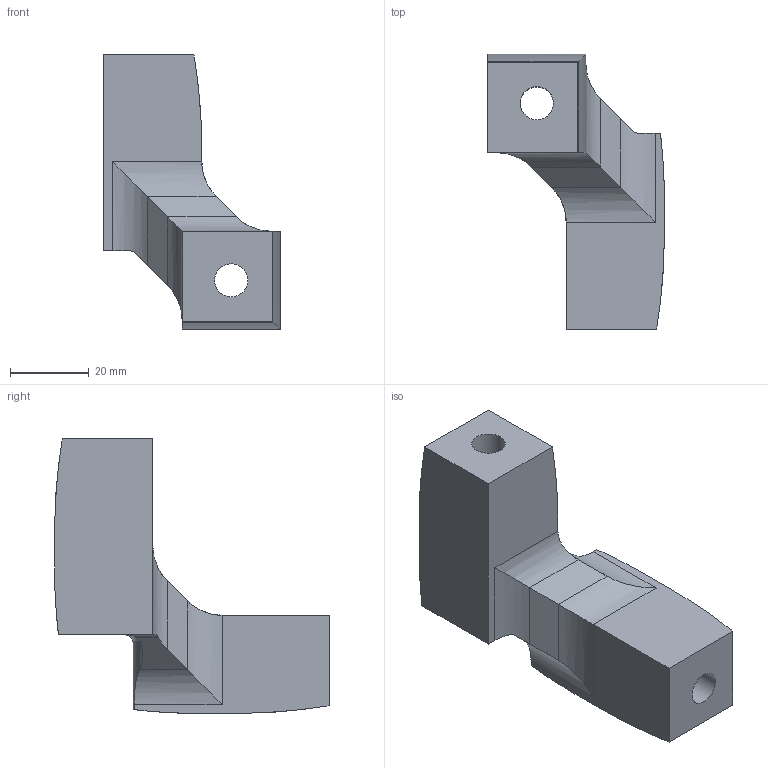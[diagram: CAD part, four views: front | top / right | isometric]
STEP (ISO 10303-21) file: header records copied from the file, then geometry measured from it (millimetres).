
FILE_DESCRIPTION(/* description */ (''),/* implementation_level */ '2;1');
FILE_NAME(/* name */ 'Spindle joint - type B v11.step',/* time_stamp */ '2021-08-28T21:21:40+02:00',/* author */ (''),/* organization */ (''),/* preprocessor_version */ 'ST-DEVELOPER v18.1',/* originating_system */ 'Autodesk Translation Framework v10.10.0.1391',/* authorisation */ '');
FILE_SCHEMA (('AUTOMOTIVE_DESIGN { 1 0 10303 214 3 1 1 }'));
Length unit declared in the file: millimetre
Products named in the file (2): Spindle joint - type B; Jointure de tiges A v14(Symétrie miroir)
Assembly tree (1 placements, depth 2):
  Spindle joint - type B
    Jointure de tiges A v14(Symétrie miroir)
Bounding box: 45 x 70 x 70 mm (x, y, z)
Volume: 59570.2 mm3; surface area: 14511.4 mm2
Topology: 1 solids, 1 shells, 53 faces, 132 edges, 79 vertices
Faces by surface type: cylinder 26, plane 21, cone 2, bspline 2, torus 2
Full cylindrical faces by diameter (mm): 8.45 x2
Entity records: 1791 total; most frequent: CARTESIAN_POINT 495, ORIENTED_EDGE 260, DIRECTION 257, EDGE_CURVE 130, AXIS2_PLACEMENT_3D 91, VERTEX_POINT 79, LINE 75, VECTOR 75
